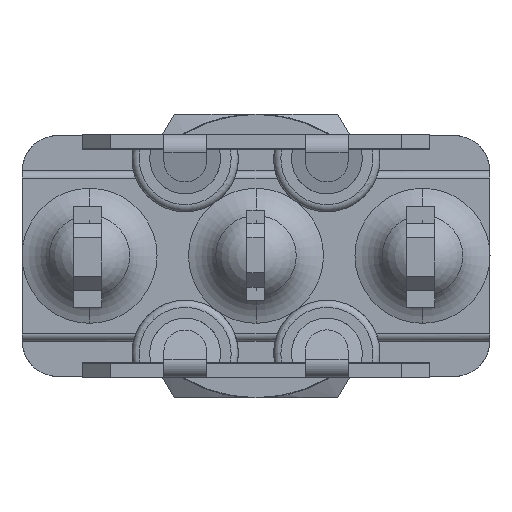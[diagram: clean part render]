
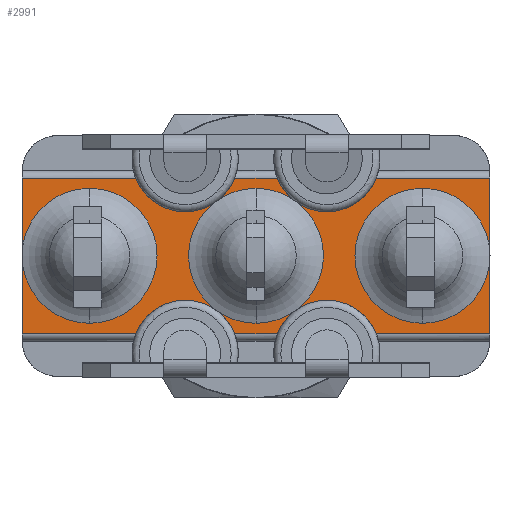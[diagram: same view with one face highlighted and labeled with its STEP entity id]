
A CAD part, front view. The second image highlights one B-rep face of the part: STEP entity #2991.
In plain terms, the highlighted face is planar.
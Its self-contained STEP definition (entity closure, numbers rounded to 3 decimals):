
#419=CARTESIAN_POINT('',(-2.,10.95,-2.75));
#420=DIRECTION('',(0.,-1.,0.));
#421=DIRECTION('',(0.93,0.,0.367));
#422=AXIS2_PLACEMENT_3D('',#419,#420,#421);
#424=CARTESIAN_POINT('',(2.,10.95,-2.75));
#425=DIRECTION('',(0.,-1.,0.));
#426=DIRECTION('',(0.93,0.,0.367));
#427=AXIS2_PLACEMENT_3D('',#424,#425,#426);
#429=CARTESIAN_POINT('',(2.,10.95,2.75));
#430=DIRECTION('',(0.,-1.,0.));
#431=DIRECTION('',(-0.93,0.,-0.367));
#432=AXIS2_PLACEMENT_3D('',#429,#430,#431);
#434=CARTESIAN_POINT('',(-2.,10.95,2.75));
#435=DIRECTION('',(0.,-1.,0.));
#436=DIRECTION('',(-0.93,0.,-0.367));
#437=AXIS2_PLACEMENT_3D('',#434,#435,#436);
#439=DIRECTION('',(1.,0.,0.));
#440=VECTOR('',#439,0.65);
#441=CARTESIAN_POINT('',(-0.325,10.95,1.45));
#442=LINE('',#441,#440);
#443=DIRECTION('',(-1.,0.,0.));
#444=VECTOR('',#443,0.65);
#445=CARTESIAN_POINT('',(0.325,10.95,-1.45));
#446=LINE('',#445,#444);
#447=DIRECTION('',(0.,0.,1.));
#448=VECTOR('',#447,2.9);
#449=CARTESIAN_POINT('',(4.25,10.95,-1.45));
#450=LINE('',#449,#448);
#451=DIRECTION('',(1.,0.,0.));
#452=VECTOR('',#451,0.9);
#453=CARTESIAN_POINT('',(4.25,10.95,1.45));
#454=LINE('',#453,#452);
#455=DIRECTION('',(0.,0.,-1.));
#456=VECTOR('',#455,2.9);
#457=CARTESIAN_POINT('',(5.15,10.95,1.45));
#458=LINE('',#457,#456);
#459=DIRECTION('',(-1.,0.,0.));
#460=VECTOR('',#459,0.9);
#461=CARTESIAN_POINT('',(5.15,10.95,-1.45));
#462=LINE('',#461,#460);
#463=DIRECTION('',(0.,0.,-1.));
#464=VECTOR('',#463,2.9);
#465=CARTESIAN_POINT('',(-4.25,10.95,1.45));
#466=LINE('',#465,#464);
#467=DIRECTION('',(1.,0.,0.));
#468=VECTOR('',#467,0.9);
#469=CARTESIAN_POINT('',(-5.15,10.95,-1.45));
#470=LINE('',#469,#468);
#471=DIRECTION('',(0.,0.,-1.));
#472=VECTOR('',#471,2.9);
#473=CARTESIAN_POINT('',(-5.15,10.95,1.45));
#474=LINE('',#473,#472);
#475=DIRECTION('',(-1.,0.,0.));
#476=VECTOR('',#475,0.9);
#477=CARTESIAN_POINT('',(-4.25,10.95,1.45));
#478=LINE('',#477,#476);
#479=DIRECTION('',(1.,0.,0.));
#480=VECTOR('',#479,3.204);
#481=CARTESIAN_POINT('',(-6.6,10.95,2.2));
#482=LINE('',#481,#480);
#842=DIRECTION('',(0.,0.,-1.));
#843=VECTOR('',#842,4.4);
#844=CARTESIAN_POINT('',(6.6,10.95,2.2));
#845=LINE('',#844,#843);
#854=DIRECTION('',(1.,0.,0.));
#855=VECTOR('',#854,3.204);
#856=CARTESIAN_POINT('',(3.396,10.95,2.2));
#857=LINE('',#856,#855);
#1057=DIRECTION('',(1.,0.,0.));
#1058=VECTOR('',#1057,1.209);
#1059=CARTESIAN_POINT('',(-0.604,10.95,2.2));
#1060=LINE('',#1059,#1058);
#1207=DIRECTION('',(-1.,0.,0.));
#1208=VECTOR('',#1207,3.204);
#1209=CARTESIAN_POINT('',(-3.396,10.95,-2.2));
#1210=LINE('',#1209,#1208);
#1237=DIRECTION('',(0.,0.,1.));
#1238=VECTOR('',#1237,4.4);
#1239=CARTESIAN_POINT('',(-6.6,10.95,-2.2));
#1240=LINE('',#1239,#1238);
#1389=DIRECTION('',(-1.,0.,0.));
#1390=VECTOR('',#1389,3.204);
#1391=CARTESIAN_POINT('',(6.6,10.95,-2.2));
#1392=LINE('',#1391,#1390);
#1411=DIRECTION('',(-1.,0.,0.));
#1412=VECTOR('',#1411,1.209);
#1413=CARTESIAN_POINT('',(0.604,10.95,-2.2));
#1414=LINE('',#1413,#1412);
#1469=DIRECTION('',(0.,0.,-1.));
#1470=VECTOR('',#1469,2.9);
#1471=CARTESIAN_POINT('',(-0.325,10.95,1.45));
#1472=LINE('',#1471,#1470);
#1860=DIRECTION('',(0.,0.,1.));
#1861=VECTOR('',#1860,2.9);
#1862=CARTESIAN_POINT('',(0.325,10.95,-1.45));
#1863=LINE('',#1862,#1861);
#2070=CARTESIAN_POINT('',(-6.6,10.95,2.2));
#2071=CARTESIAN_POINT('',(-3.396,10.95,2.2));
#2072=VERTEX_POINT('',#2070);
#2073=VERTEX_POINT('',#2071);
#2078=CARTESIAN_POINT('',(-3.396,10.95,-2.2));
#2079=CARTESIAN_POINT('',(-6.6,10.95,-2.2));
#2080=VERTEX_POINT('',#2078);
#2081=VERTEX_POINT('',#2079);
#2086=CARTESIAN_POINT('',(3.396,10.95,2.2));
#2087=CARTESIAN_POINT('',(6.6,10.95,2.2));
#2088=VERTEX_POINT('',#2086);
#2089=VERTEX_POINT('',#2087);
#2094=CARTESIAN_POINT('',(6.6,10.95,-2.2));
#2095=CARTESIAN_POINT('',(3.396,10.95,-2.2));
#2096=VERTEX_POINT('',#2094);
#2097=VERTEX_POINT('',#2095);
#2102=CARTESIAN_POINT('',(0.604,10.95,2.2));
#2103=VERTEX_POINT('',#2102);
#2104=CARTESIAN_POINT('',(0.604,10.95,-2.2));
#2105=VERTEX_POINT('',#2104);
#2106=CARTESIAN_POINT('',(-0.604,10.95,2.2));
#2107=VERTEX_POINT('',#2106);
#2108=CARTESIAN_POINT('',(-0.604,10.95,-2.2));
#2109=VERTEX_POINT('',#2108);
#2202=CARTESIAN_POINT('',(-0.325,10.95,1.45));
#2203=CARTESIAN_POINT('',(0.325,10.95,1.45));
#2204=VERTEX_POINT('',#2202);
#2205=VERTEX_POINT('',#2203);
#2206=CARTESIAN_POINT('',(0.325,10.95,-1.45));
#2207=CARTESIAN_POINT('',(-0.325,10.95,-1.45));
#2208=VERTEX_POINT('',#2206);
#2209=VERTEX_POINT('',#2207);
#2210=CARTESIAN_POINT('',(4.25,10.95,1.45));
#2211=CARTESIAN_POINT('',(5.15,10.95,1.45));
#2212=VERTEX_POINT('',#2210);
#2213=VERTEX_POINT('',#2211);
#2214=CARTESIAN_POINT('',(5.15,10.95,-1.45));
#2215=VERTEX_POINT('',#2214);
#2216=CARTESIAN_POINT('',(4.25,10.95,-1.45));
#2217=VERTEX_POINT('',#2216);
#2218=CARTESIAN_POINT('',(-4.25,10.95,1.45));
#2219=CARTESIAN_POINT('',(-5.15,10.95,1.45));
#2220=VERTEX_POINT('',#2218);
#2221=VERTEX_POINT('',#2219);
#2222=CARTESIAN_POINT('',(-5.15,10.95,-1.45));
#2223=VERTEX_POINT('',#2222);
#2224=CARTESIAN_POINT('',(-4.25,10.95,-1.45));
#2225=VERTEX_POINT('',#2224);
#2934=CARTESIAN_POINT('',(0.,10.95,0.));
#2935=DIRECTION('',(0.,1.,0.));
#2936=DIRECTION('',(0.,0.,1.));
#2937=AXIS2_PLACEMENT_3D('',#2934,#2935,#2936);
#2938=PLANE('',#2937);
#2940=ORIENTED_EDGE('',*,*,#2939,.F.);
#2942=ORIENTED_EDGE('',*,*,#2941,.F.);
#2944=ORIENTED_EDGE('',*,*,#2943,.F.);
#2946=ORIENTED_EDGE('',*,*,#2945,.F.);
#2948=ORIENTED_EDGE('',*,*,#2947,.F.);
#2950=ORIENTED_EDGE('',*,*,#2949,.F.);
#2952=ORIENTED_EDGE('',*,*,#2951,.F.);
#2954=ORIENTED_EDGE('',*,*,#2953,.F.);
#2956=ORIENTED_EDGE('',*,*,#2955,.F.);
#2958=ORIENTED_EDGE('',*,*,#2957,.F.);
#2960=ORIENTED_EDGE('',*,*,#2959,.F.);
#2962=ORIENTED_EDGE('',*,*,#2961,.F.);
#2963=EDGE_LOOP('',(#2940,#2942,#2944,#2946,#2948,#2950,#2952,#2954,#2956,#2958,
#2960,#2962));
#2964=FACE_OUTER_BOUND('',#2963,.F.);
#2966=ORIENTED_EDGE('',*,*,#2965,.F.);
#2968=ORIENTED_EDGE('',*,*,#2967,.T.);
#2970=ORIENTED_EDGE('',*,*,#2969,.F.);
#2972=ORIENTED_EDGE('',*,*,#2971,.T.);
#2973=EDGE_LOOP('',(#2966,#2968,#2970,#2972));
#2974=FACE_BOUND('',#2973,.F.);
#2976=ORIENTED_EDGE('',*,*,#2975,.T.);
#2978=ORIENTED_EDGE('',*,*,#2977,.T.);
#2980=ORIENTED_EDGE('',*,*,#2979,.T.);
#2982=ORIENTED_EDGE('',*,*,#2981,.T.);
#2983=EDGE_LOOP('',(#2976,#2978,#2980,#2982));
#2984=FACE_BOUND('',#2983,.F.);
#2985=ORIENTED_EDGE('',*,*,#2891,.T.);
#2986=ORIENTED_EDGE('',*,*,#2843,.F.);
#2987=ORIENTED_EDGE('',*,*,#2857,.F.);
#2988=ORIENTED_EDGE('',*,*,#2872,.F.);
#2989=EDGE_LOOP('',(#2985,#2986,#2987,#2988));
#2990=FACE_BOUND('',#2989,.F.);
#423=CIRCLE('',#422,1.5);
#428=CIRCLE('',#427,1.5);
#433=CIRCLE('',#432,1.5);
#438=CIRCLE('',#437,1.5);
#2843=EDGE_CURVE('',#2223,#2225,#470,.T.);
#2857=EDGE_CURVE('',#2221,#2223,#474,.T.);
#2872=EDGE_CURVE('',#2220,#2221,#478,.T.);
#2891=EDGE_CURVE('',#2220,#2225,#466,.T.);
#2939=EDGE_CURVE('',#2072,#2073,#482,.T.);
#2941=EDGE_CURVE('',#2081,#2072,#1240,.T.);
#2943=EDGE_CURVE('',#2080,#2081,#1210,.T.);
#2945=EDGE_CURVE('',#2109,#2080,#423,.T.);
#2947=EDGE_CURVE('',#2105,#2109,#1414,.T.);
#2949=EDGE_CURVE('',#2097,#2105,#428,.T.);
#2951=EDGE_CURVE('',#2096,#2097,#1392,.T.);
#2953=EDGE_CURVE('',#2089,#2096,#845,.T.);
#2955=EDGE_CURVE('',#2088,#2089,#857,.T.);
#2957=EDGE_CURVE('',#2103,#2088,#433,.T.);
#2959=EDGE_CURVE('',#2107,#2103,#1060,.T.);
#2961=EDGE_CURVE('',#2073,#2107,#438,.T.);
#2965=EDGE_CURVE('',#2204,#2209,#1472,.T.);
#2967=EDGE_CURVE('',#2204,#2205,#442,.T.);
#2969=EDGE_CURVE('',#2208,#2205,#1863,.T.);
#2971=EDGE_CURVE('',#2208,#2209,#446,.T.);
#2975=EDGE_CURVE('',#2217,#2212,#450,.T.);
#2977=EDGE_CURVE('',#2212,#2213,#454,.T.);
#2979=EDGE_CURVE('',#2213,#2215,#458,.T.);
#2981=EDGE_CURVE('',#2215,#2217,#462,.T.);
#2991=ADVANCED_FACE('',(#2964,#2974,#2984,#2990),#2938,.T.);
